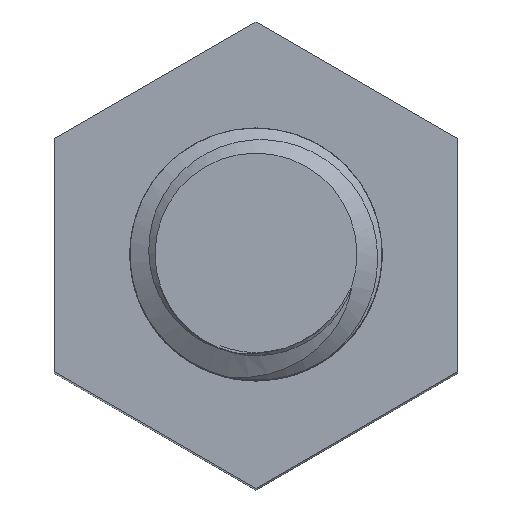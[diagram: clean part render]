
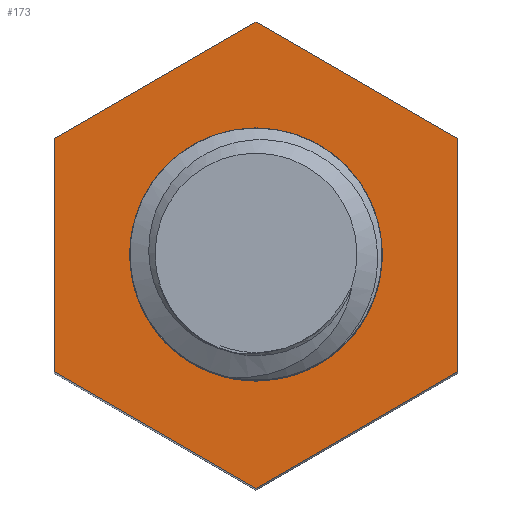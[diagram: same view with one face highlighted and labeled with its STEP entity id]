
A CAD part, top view. The second image highlights one B-rep face of the part: STEP entity #173.
In plain terms, the highlighted planar face has unit normal (0, 0, 1).
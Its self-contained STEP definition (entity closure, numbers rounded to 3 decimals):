
#173=ADVANCED_FACE('',(#8682,#8684),#8686,.T.);
#8682=FACE_BOUND('',#8683,.T.);
#8683=EDGE_LOOP('',(#16691,#16692,#16693,#16694,#16695,#16696));
#8684=FACE_BOUND('',#8685,.T.);
#8685=EDGE_LOOP('',(#16697));
#8686=PLANE('',#8687);
#8687=AXIS2_PLACEMENT_3D('',#8688,#8689,#8690);
#8688=CARTESIAN_POINT('',(0.,0.,10.));
#8689=DIRECTION('',(0.,0.,1.));
#8690=DIRECTION('',(-1.,0.,0.));
#16691=ORIENTED_EDGE('',*,*,#16911,.T.);
#16692=ORIENTED_EDGE('',*,*,#16909,.T.);
#16693=ORIENTED_EDGE('',*,*,#16907,.T.);
#16694=ORIENTED_EDGE('',*,*,#16905,.T.);
#16695=ORIENTED_EDGE('',*,*,#16903,.T.);
#16696=ORIENTED_EDGE('',*,*,#16901,.T.);
#16697=ORIENTED_EDGE('',*,*,#16912,.F.);
#16901=EDGE_CURVE('',#17074,#17072,#17075,.T.);
#16903=EDGE_CURVE('',#17077,#17074,#17078,.T.);
#16905=EDGE_CURVE('',#17080,#17077,#17081,.T.);
#16907=EDGE_CURVE('',#17083,#17080,#17084,.T.);
#16909=EDGE_CURVE('',#17086,#17083,#17087,.T.);
#16911=EDGE_CURVE('',#17072,#17086,#17089,.T.);
#16912=EDGE_CURVE('',#17090,#17090,#17091,.F.);
#17072=VERTEX_POINT('',#19979);
#17074=VERTEX_POINT('',#19983);
#17075=LINE('',#19984,#19985);
#17077=VERTEX_POINT('',#19990);
#17078=LINE('',#19991,#19992);
#17080=VERTEX_POINT('',#19997);
#17081=LINE('',#19998,#19999);
#17083=VERTEX_POINT('',#20004);
#17084=LINE('',#20005,#20006);
#17086=VERTEX_POINT('',#20011);
#17087=LINE('',#20012,#20013);
#17089=LINE('',#20018,#20019);
#17090=VERTEX_POINT('',#20021);
#17091=CIRCLE('',#20022,0.95);
#19979=CARTESIAN_POINT('',(0.,-2.309,10.));
#19983=CARTESIAN_POINT('',(-2.,-1.155,10.));
#19984=CARTESIAN_POINT('',(-2.,-1.155,10.));
#19985=VECTOR('',#19986,1.);
#19986=DIRECTION('',(0.866,-0.5,0.));
#19990=CARTESIAN_POINT('',(-2.,1.155,10.));
#19991=CARTESIAN_POINT('',(-2.,1.155,10.));
#19992=VECTOR('',#19993,1.);
#19993=DIRECTION('',(0.,-1.,0.));
#19997=CARTESIAN_POINT('',(0.,2.309,10.));
#19998=CARTESIAN_POINT('',(0.,2.309,10.));
#19999=VECTOR('',#20000,1.);
#20000=DIRECTION('',(-0.866,-0.5,0.));
#20004=CARTESIAN_POINT('',(2.,1.155,10.));
#20005=CARTESIAN_POINT('',(2.,1.155,10.));
#20006=VECTOR('',#20007,1.);
#20007=DIRECTION('',(-0.866,0.5,0.));
#20011=CARTESIAN_POINT('',(2.,-1.155,10.));
#20012=CARTESIAN_POINT('',(2.,-1.155,10.));
#20013=VECTOR('',#20014,1.);
#20014=DIRECTION('',(0.,1.,0.));
#20018=CARTESIAN_POINT('',(0.,-2.309,10.));
#20019=VECTOR('',#20020,1.);
#20020=DIRECTION('',(0.866,0.5,0.));
#20021=CARTESIAN_POINT('',(0.,0.95,10.));
#20022=AXIS2_PLACEMENT_3D('',#20023,#20024,#20025);
#20023=CARTESIAN_POINT('',(0.,0.,10.));
#20024=DIRECTION('',(-0.,-0.,-1.));
#20025=DIRECTION('',(0.,1.,0.));
